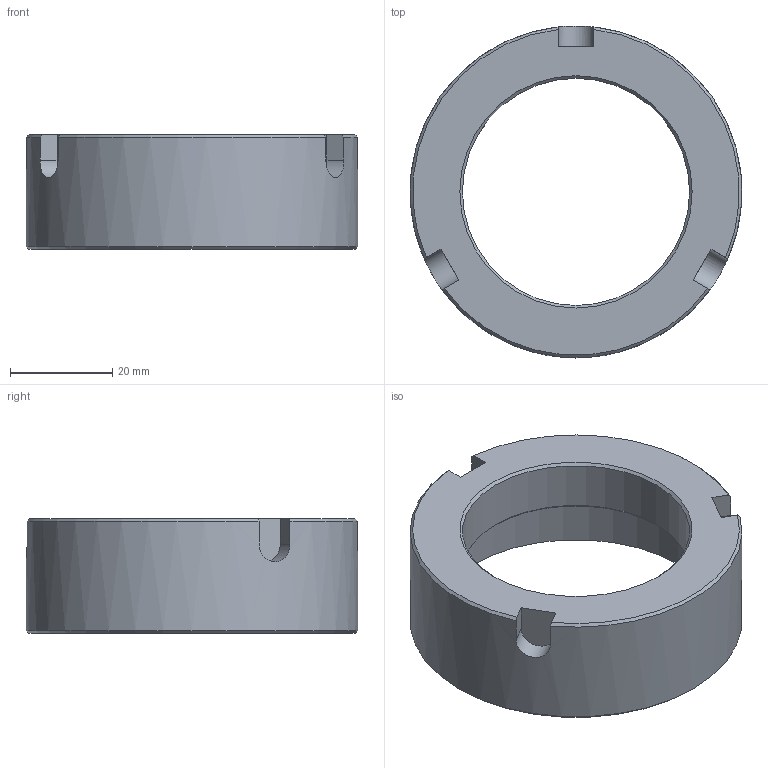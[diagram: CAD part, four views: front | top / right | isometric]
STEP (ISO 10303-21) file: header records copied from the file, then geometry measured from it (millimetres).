
FILE_DESCRIPTION(/* description */ (''),/* implementation_level */ '2;1');
FILE_NAME(/* name */ 'Ecrou serrage outil de coupe v4.step',/* time_stamp */ '2021-12-03T16:19:23+01:00',/* author */ (''),/* organization */ (''),/* preprocessor_version */ 'ST-DEVELOPER v18.1',/* originating_system */ 'Autodesk Translation Framework v10.10.0.1391',/* authorisation */ '');
FILE_SCHEMA (('AUTOMOTIVE_DESIGN { 1 0 10303 214 3 1 1 }'));
Length unit declared in the file: millimetre
Products named in the file (1): Ecrou serrage outil de coupe
Bounding box: 65 x 65 x 22.5 mm (x, y, z)
Volume: 27227.4 mm3; surface area: 11958 mm2
Topology: 1 solids, 1 shells, 26 faces, 66 edges, 44 vertices
Faces by surface type: plane 13, cylinder 7, cone 6
Full cylindrical faces by diameter (mm): 44.5 x1, 56.526 x1, 58 x1, 65 x1
Entity records: 867 total; most frequent: CARTESIAN_POINT 201, ORIENTED_EDGE 132, DIRECTION 132, EDGE_CURVE 66, AXIS2_PLACEMENT_3D 49, VERTEX_POINT 44, LINE 34, VECTOR 34
